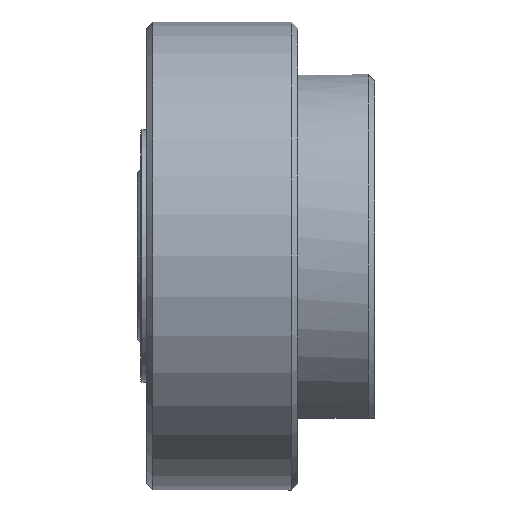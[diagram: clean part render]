
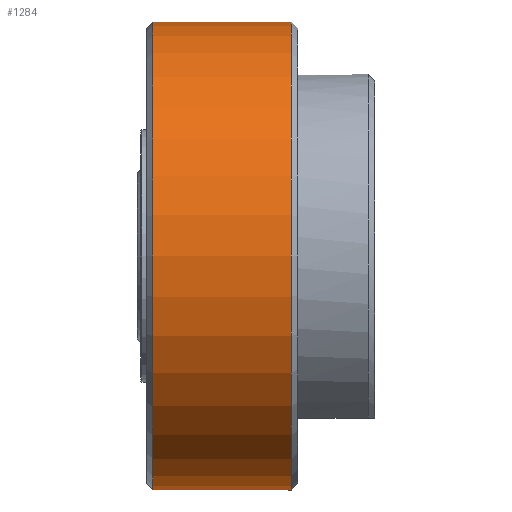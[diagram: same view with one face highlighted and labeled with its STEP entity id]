
A CAD part, front view. The second image highlights one B-rep face of the part: STEP entity #1284.
In plain terms, the highlighted cylindrical face has radius 38 mm (diameter 76 mm), a partial arc.
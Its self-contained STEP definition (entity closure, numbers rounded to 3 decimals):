
#121 = VERTEX_POINT ( 'NONE', #1381 ) ;
#126 = DIRECTION ( 'NONE',  ( 0., 1., 0. ) ) ;
#227 = AXIS2_PLACEMENT_3D ( 'NONE', #2389, #1433, #889 ) ;
#413 = EDGE_CURVE ( 'NONE', #2341, #805, #1565, .T. ) ;
#433 = AXIS2_PLACEMENT_3D ( 'NONE', #734, #1082, #522 ) ;
#481 = DIRECTION ( 'NONE',  ( -1., 0., 0. ) ) ;
#522 = DIRECTION ( 'NONE',  ( 0., 0., -1. ) ) ;
#624 = EDGE_CURVE ( 'NONE', #805, #121, #1922, .T. ) ;
#688 = ORIENTED_EDGE ( 'NONE', *, *, #2324, .T. ) ;
#734 = CARTESIAN_POINT ( 'NONE',  ( 755.999, 371.025, 0. ) ) ;
#805 = VERTEX_POINT ( 'NONE', #1678 ) ;
#811 = CIRCLE ( 'NONE', #433, 38. ) ;
#889 = DIRECTION ( 'NONE',  ( 0., 0., -1. ) ) ;
#1009 = DIRECTION ( 'NONE',  ( 1., 0., 0. ) ) ;
#1082 = DIRECTION ( 'NONE',  ( -1., 0., 0. ) ) ;
#1097 = VECTOR ( 'NONE', #1009, 1000. ) ;
#1194 = VECTOR ( 'NONE', #1477, 1000. ) ;
#1205 = AXIS2_PLACEMENT_3D ( 'NONE', #2020, #481, #126 ) ;
#1260 = FACE_OUTER_BOUND ( 'NONE', #1283, .T. ) ;
#1280 = ORIENTED_EDGE ( 'NONE', *, *, #2219, .T. ) ;
#1283 = EDGE_LOOP ( 'NONE', ( #2047, #1914, #688, #1280 ) ) ;
#1284 = ADVANCED_FACE ( 'NONE', ( #1260 ), #1646, .T. ) ;
#1381 = CARTESIAN_POINT ( 'NONE',  ( 755.999, 371.025, 38. ) ) ;
#1433 = DIRECTION ( 'NONE',  ( 1., 0., 0. ) ) ;
#1468 = CARTESIAN_POINT ( 'NONE',  ( 744.749, 371.025, 38. ) ) ;
#1477 = DIRECTION ( 'NONE',  ( 1., 0., 0. ) ) ;
#1496 = VERTEX_POINT ( 'NONE', #2238 ) ;
#1565 = CIRCLE ( 'NONE', #1205, 38. ) ;
#1593 = LINE ( 'NONE', #2187, #1097 ) ;
#1646 = CYLINDRICAL_SURFACE ( 'NONE', #227, 38. ) ;
#1678 = CARTESIAN_POINT ( 'NONE',  ( 733.499, 371.025, 38. ) ) ;
#1914 = ORIENTED_EDGE ( 'NONE', *, *, #413, .F. ) ;
#1922 = LINE ( 'NONE', #1468, #1194 ) ;
#1984 = CARTESIAN_POINT ( 'NONE',  ( 733.499, 371.025, -38. ) ) ;
#2020 = CARTESIAN_POINT ( 'NONE',  ( 733.499, 371.025, 0. ) ) ;
#2047 = ORIENTED_EDGE ( 'NONE', *, *, #624, .F. ) ;
#2187 = CARTESIAN_POINT ( 'NONE',  ( 744.749, 371.025, -38. ) ) ;
#2219 = EDGE_CURVE ( 'NONE', #1496, #121, #811, .T. ) ;
#2238 = CARTESIAN_POINT ( 'NONE',  ( 755.999, 371.025, -38. ) ) ;
#2324 = EDGE_CURVE ( 'NONE', #2341, #1496, #1593, .T. ) ;
#2341 = VERTEX_POINT ( 'NONE', #1984 ) ;
#2389 = CARTESIAN_POINT ( 'NONE',  ( 744.749, 371.025, 0. ) ) ;
